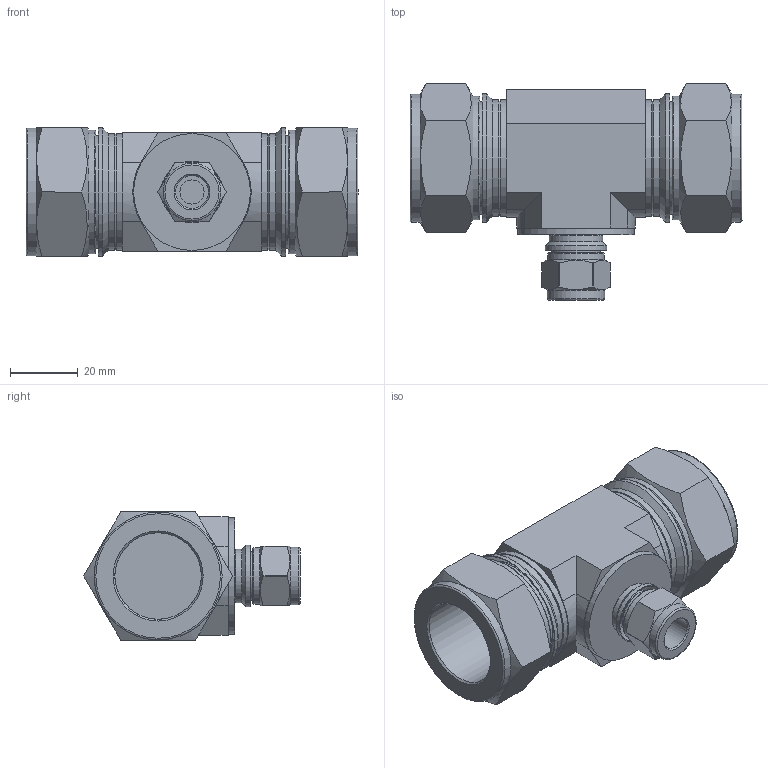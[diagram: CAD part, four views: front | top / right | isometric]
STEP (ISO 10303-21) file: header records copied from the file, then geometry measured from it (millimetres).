
FILE_DESCRIPTION(/* description */ (''),/* implementation_level */ '2;1');
FILE_NAME(/* name */ 'SRUTI-16-6.stp',/* time_stamp */ '2022-06-29T16:56:04+09:00',/* author */ ('user'),/* organization */ (''),/* preprocessor_version */ 'ST-DEVELOPER v18.1',/* originating_system */ 'Autodesk Inventor 2022',/* authorisation */ '');
FILE_SCHEMA (('AUTOMOTIVE_DESIGN { 1 0 10303 214 3 1 1 }'));
Length unit declared in the file: millimetre
Products named in the file (1): SRUT-16-6
Bounding box: 98.09 x 64.01 x 38.1 mm (x, y, z)
Volume: 85639.1 mm3; surface area: 26365 mm2
Topology: 1 solids, 1 shells, 124 faces, 265 edges, 164 vertices
Faces by surface type: plane 54, cylinder 40, cone 24, torus 6
Full cylindrical faces by diameter (mm): 7.112 x1, 9.73 x1, 12.5 x1, 13.05 x1, 14.28 x1, 15.8 x1, 16.8 x1, 17 x1, 18.25 x1, 25.55 x2, 25.6 x2, 31.45 x2, 31.85 x2, 33.34 x2, 34.5 x5, 36.5 x2, 37.8 x2, 38 x2
Entity records: 3340 total; most frequent: CARTESIAN_POINT 626, DIRECTION 589, ORIENTED_EDGE 530, EDGE_CURVE 265, AXIS2_PLACEMENT_3D 235, VERTEX_POINT 164, EDGE_LOOP 145, FACE_OUTER_BOUND 124
